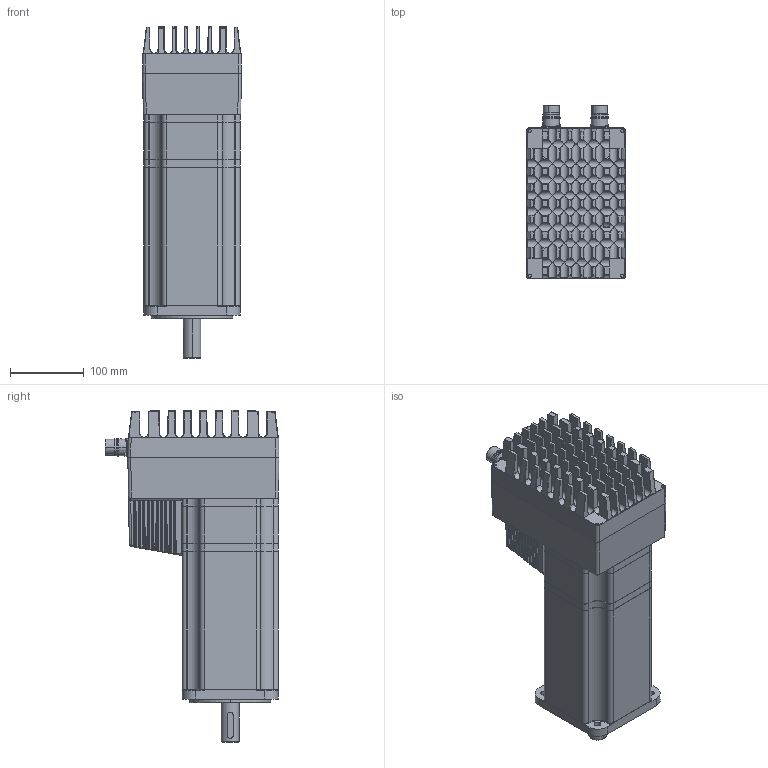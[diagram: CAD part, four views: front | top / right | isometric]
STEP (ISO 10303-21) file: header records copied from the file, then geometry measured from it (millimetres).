
FILE_DESCRIPTION (( 'STEP AP214' ), '1' );
FILE_NAME ('MAC4500 G5 Rev2.STEP', '2019-08-27T15:21:23', ( '' ), ( '' ), 'SwSTEP 2.0', 'SolidWorks 2018', '' );
FILE_SCHEMA (( 'AUTOMOTIVE_DESIGN' ));
Length unit declared in the file: millimetre
Products named in the file (12): M23 male; M23 female; Brake part S; Front cover S; Part38^MAC X Center brake; Rear flange S; MAC4500 G5 Rev2; Center part S_MAC 4500; Shaft S; Module s; Housing S; Front flange S
Assembly tree (12 placements, depth 2):
  MAC4500 G5 Rev2
    Front flange S
    Center part S_MAC 4500
    Rear flange S  x2
    Housing S
    Module s
    Front cover S
    Shaft S
    M23 male
    M23 female
    Brake part S
    Part38^MAC X Center brake
Bounding box: 133.88 x 235.27 x 449.28 mm (x, y, z)
Volume: 6924780.6 mm3; surface area: 601246.6 mm2
Topology: 12 solids, 13 shells, 2547 faces, 6106 edges, 3582 vertices
Faces by surface type: cylinder 1007, plane 811, bspline 633, cone 96
Entity records: 108276 total; most frequent: CARTESIAN_POINT 52502, ORIENTED_EDGE 11732, DIRECTION 9543, EDGE_CURVE 5866, VERTEX_POINT 3486, AXIS2_PLACEMENT_3D 3347, LINE 2849, VECTOR 2849
